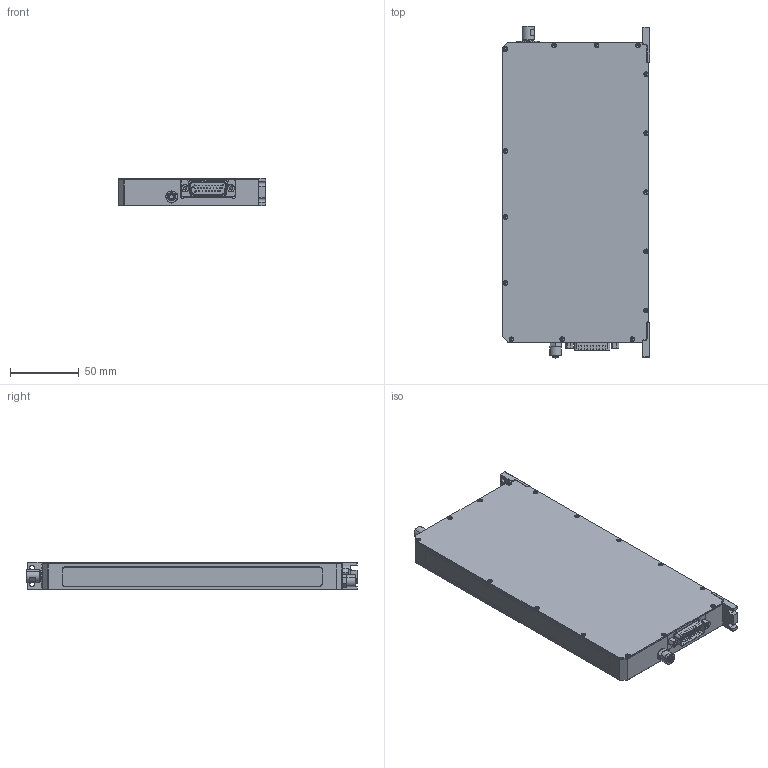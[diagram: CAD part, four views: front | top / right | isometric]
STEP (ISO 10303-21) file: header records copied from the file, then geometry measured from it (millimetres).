
FILE_DESCRIPTION (( 'STEP AP203' ), '1' );
FILE_NAME ('RM-ZRS-20-40-T直线旋转执行器业务.STEP', '2025-06-17T03:02:42', ( '' ), ( '' ), 'SwSTEP 2.0', 'SolidWorks 2019', '' );
FILE_SCHEMA (( 'CONFIG_CONTROL_DESIGN' ));
Length unit declared in the file: millimetre
Products named in the file (24): 十字槽沉头螺钉M1.6×46M3业务; 内六角圆柱头螺钉M2×6TJ11014业务; 金属直通接头(改制后）M-5H-6TJ业务; MSP01-ZRS2040-U23怢論粣釱珛昢; 内六角圆柱头螺钉M2×6黑色TJ业务; MSP01-ZRS2040-U25 嘐隅俋釱珛昢; MSP02-ZR2040-U6 怀堤粣珛昢; 深沟球轴承687ZZ1MC3TJ11014业务; 内六角平圆头螺钉M4×86132; MSP01-ZRS2040-U24 俋裔啣(U)珛昢; MSP01-ZRS2040-U21 論枍粣裔珛昢; 絳寢郪璃ML7C2R100PS1TJ珛昢_330; 内六角圆柱头螺钉M2×8业务; RM-ZRS-20-40-T直线旋转执行器业务; ML 7賑輸-IKOTJ11014珛昢; ML 7絳寢-IKOTJ珛昢; 不锈钢六角柱4-40业务; MSP01-ZRS2040-U18 嘐隅俋釱11珛昢; 蹟譫4-40珛昢; 6x1O型圈业务; 嘐隅釱-郪璃TJ珛昢_ZP; 分体滑动座组件业务; D-SUB 26渀譫芛TJ珛昢; 滅袉蝶TJ珛昢
Assembly tree (53 placements, depth 4):
  RM-ZRS-20-40-T直线旋转执行器业务
    嘐隅釱-郪璃TJ珛昢_ZP
      MSP01-ZRS2040-U18 嘐隅俋釱11珛昢
      絳寢郪璃ML7C2R100PS1TJ珛昢_330
        ML 7絳寢-IKOTJ珛昢
      内六角圆柱头螺钉M2×6黑色TJ业务  x7
      金属直通接头(改制后）M-5H-6TJ业务
    分体滑动座组件业务
      ML 7賑輸-IKOTJ11014珛昢
      MSP02-ZR2040-U6 怀堤粣珛昢
      深沟球轴承687ZZ1MC3TJ11014业务
      滅袉蝶TJ珛昢
      6x1O型圈业务
      内六角圆柱头螺钉M2×6TJ11014业务  x4
      内六角圆柱头螺钉M2×8业务
      MSP01-ZRS2040-U23怢論粣釱珛昢
    D-SUB 26渀譫芛TJ珛昢
    MSP01-ZRS2040-U21 論枍粣裔珛昢
    MSP01-ZRS2040-U24 俋裔啣(U)珛昢
    MSP01-ZRS2040-U25 嘐隅俋釱珛昢
    蹟譫4-40珛昢  x2
    不锈钢六角柱4-40业务  x2
    十字槽沉头螺钉M1.6×46M3业务  x15
    内六角圆柱头螺钉M2×6黑色TJ业务  x4
    内六角平圆头螺钉M4×86132  x2
Bounding box: 107 x 241.6 x 20 mm (x, y, z)
Volume: 232245.5 mm3; surface area: 220378.8 mm2
Topology: 56 solids, 57 shells, 3560 faces, 8650 edges, 5258 vertices
Faces by surface type: plane 1295, cylinder 1255, cone 368, torus 261, bspline 213, sphere 168
Entity records: 97314 total; most frequent: CARTESIAN_POINT 26865, DIRECTION 14156, ORIENTED_EDGE 13956, EDGE_CURVE 6978, AXIS2_PLACEMENT_3D 5421, VERTEX_POINT 4425, VECTOR 3314, LINE 3314
